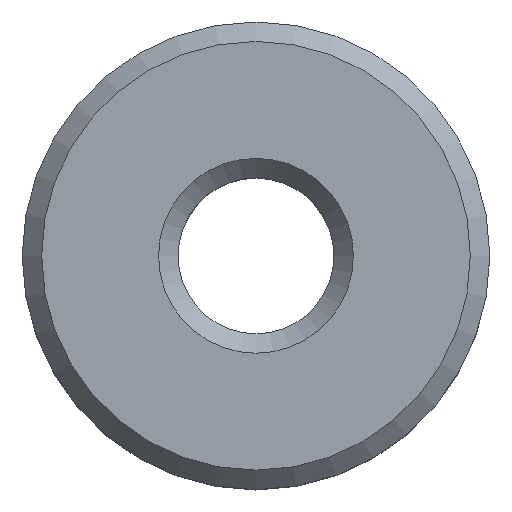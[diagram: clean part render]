
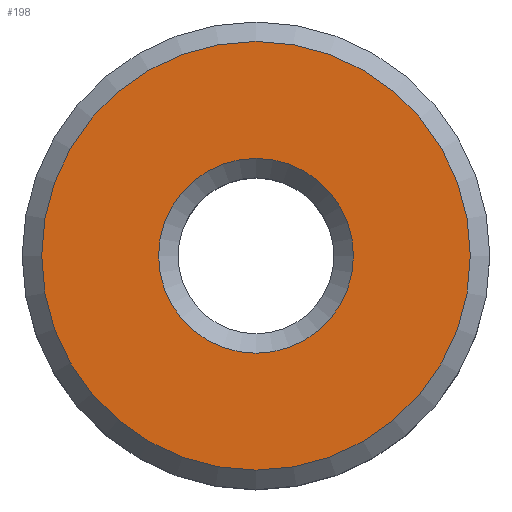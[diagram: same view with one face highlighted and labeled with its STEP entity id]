
A CAD part, top view. The second image highlights one B-rep face of the part: STEP entity #198.
In plain terms, the highlighted planar face has unit normal (0, 0, 1).
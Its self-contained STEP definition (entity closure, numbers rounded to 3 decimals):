
#1 = FACE_OUTER_BOUND ( 'NONE', #38, .T. ) ;
#3 = EDGE_CURVE ( 'NONE', #138, #138, #49, .T. ) ;
#7 = AXIS2_PLACEMENT_3D ( 'NONE', #62, #146, #162 ) ;
#24 = DIRECTION ( 'NONE',  ( 0., 0., 1. ) ) ;
#38 = EDGE_LOOP ( 'NONE', ( #51 ) ) ;
#40 = EDGE_LOOP ( 'NONE', ( #164 ) ) ;
#49 = CIRCLE ( 'NONE', #7, 1.25 ) ;
#51 = ORIENTED_EDGE ( 'NONE', *, *, #150, .T. ) ;
#58 = CARTESIAN_POINT ( 'NONE',  ( 0., 0., 3. ) ) ;
#62 = CARTESIAN_POINT ( 'NONE',  ( 0., 0., 3. ) ) ;
#76 = DIRECTION ( 'NONE',  ( 0., 0., 1. ) ) ;
#83 = DIRECTION ( 'NONE',  ( 1., 0., 0. ) ) ;
#92 = CARTESIAN_POINT ( 'NONE',  ( 2.75, 0., 3. ) ) ;
#104 = FACE_BOUND ( 'NONE', #40, .T. ) ;
#106 = VERTEX_POINT ( 'NONE', #92 ) ;
#124 = DIRECTION ( 'NONE',  ( 1., 0., 0. ) ) ;
#126 = CARTESIAN_POINT ( 'NONE',  ( 1.25, 0., 3. ) ) ;
#128 = CIRCLE ( 'NONE', #184, 2.75 ) ;
#130 = CARTESIAN_POINT ( 'NONE',  ( 0., 0., 3. ) ) ;
#138 = VERTEX_POINT ( 'NONE', #126 ) ;
#146 = DIRECTION ( 'NONE',  ( 0., 0., -1. ) ) ;
#150 = EDGE_CURVE ( 'NONE', #106, #106, #128, .T. ) ;
#153 = AXIS2_PLACEMENT_3D ( 'NONE', #58, #76, #124 ) ;
#158 = PLANE ( 'NONE',  #153 ) ;
#162 = DIRECTION ( 'NONE',  ( 1., 0., 0. ) ) ;
#164 = ORIENTED_EDGE ( 'NONE', *, *, #3, .T. ) ;
#184 = AXIS2_PLACEMENT_3D ( 'NONE', #130, #24, #83 ) ;
#198 = ADVANCED_FACE ( 'NONE', ( #104, #1 ), #158, .T. ) ;
